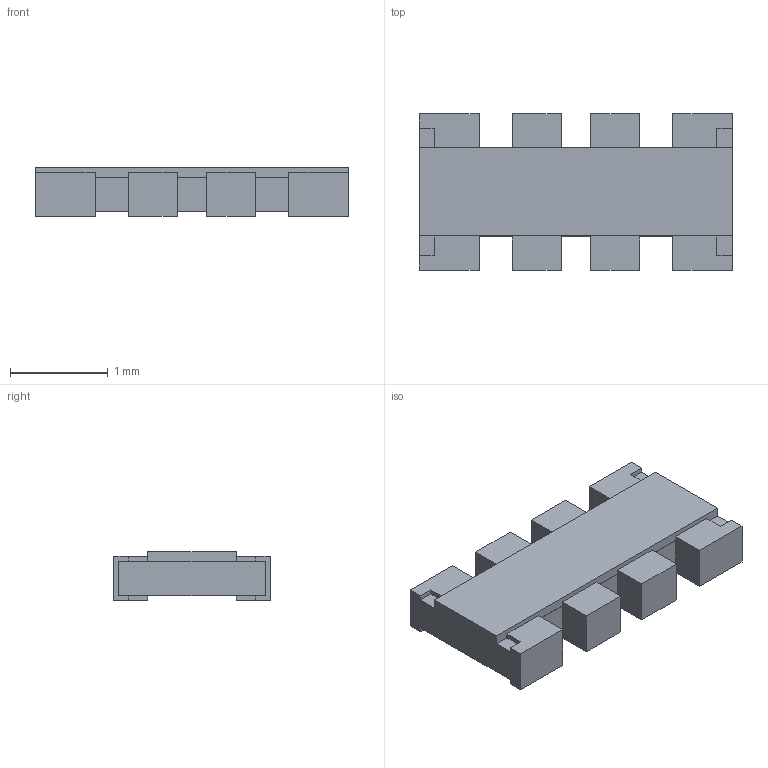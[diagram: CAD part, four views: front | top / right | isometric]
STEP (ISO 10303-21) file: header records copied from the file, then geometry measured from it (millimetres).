
FILE_DESCRIPTION (( 'STEP AP214' ), '1' );
FILE_NAME ('RES-ARRAY-SMD_8P-L3.2-W1.6-H0.5-P0.80-BL.step', '2022-07-28T08:51:40', ( '' ), ( '' ), 'SwSTEP 2.0', 'SolidWorks 2020', '' );
FILE_SCHEMA (( 'AUTOMOTIVE_DESIGN' ));
Length unit declared in the file: millimetre
Products named in the file (1): RES-ARRAY-SMD_8P-L3.2-W1.6-H0.5-P0.80-BL
Bounding box: 3.2 x 1.6 x 0.5 mm (x, y, z)
Volume: 2 mm3; surface area: 29.7 mm2
Topology: 10 solids, 10 shells, 356 faces, 951 edges, 634 vertices
Faces by surface type: plane 258, bspline 98
Entity records: 15322 total; most frequent: CARTESIAN_POINT 3248, ORIENTED_EDGE 1902, DIRECTION 1269, EDGE_CURVE 951, LINE 751, VECTOR 751, VERTEX_POINT 634, EDGE_LOOP 375
